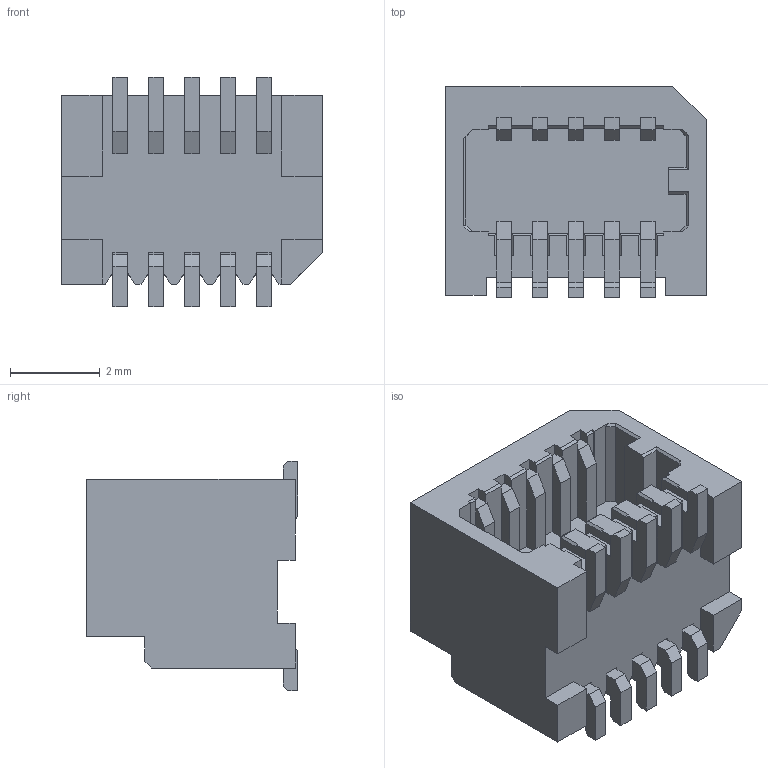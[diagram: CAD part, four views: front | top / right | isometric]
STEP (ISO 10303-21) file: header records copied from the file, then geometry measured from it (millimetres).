
FILE_DESCRIPTION((''),'2;1');
FILE_NAME('533091070','2019-05-09T',('gga'),(''),'PRO/ENGINEER BY PARAMETRIC TECHNOLOGY CORPORATION, 2016010','PRO/ENGINEER BY PARAMETRIC TECHNOLOGY CORPORATION, 2016010','');
FILE_SCHEMA(('CONFIG_CONTROL_DESIGN'));
Length unit declared in the file: millimetre
Products named in the file (1): 533091070
Bounding box: 5.8 x 4.7 x 5.1 mm (x, y, z)
Volume: 76 mm3; surface area: 207.6 mm2
Topology: 1 solids, 1 shells, 313 faces, 908 edges, 598 vertices
Faces by surface type: plane 313
Entity records: 9997 total; most frequent: CARTESIAN_POINT 1778, ORIENTED_EDGE 1734, DIRECTION 1536, VECTOR 908, LINE 908, EDGE_CURVE 867, VERTEX_POINT 556, AXIS2_PLACEMENT_3D 314
